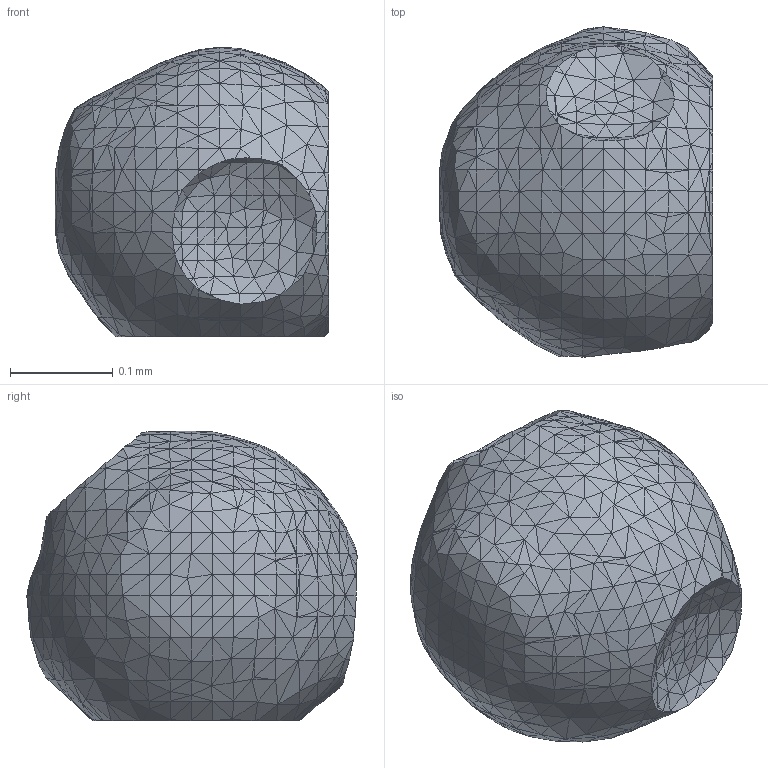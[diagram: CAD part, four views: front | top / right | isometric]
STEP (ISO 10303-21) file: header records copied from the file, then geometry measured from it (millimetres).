
FILE_DESCRIPTION(('FreeCAD Model'),'2;1');
FILE_NAME('Particle5.step','2020-11-10T02:01:32',( 'FreeCAD'),('FreeCAD'),'Open CASCADE STEP processor 7.4','FreeCAD', 'Unknown');
FILE_SCHEMA(('AUTOMOTIVE_DESIGN { 1 0 10303 214 1 1 1 1 }'));
Products named in the file (1): Open CASCADE STEP translator 7.4 8
Bounding box: 0.27 x 0.32 x 0.28 mm (x, y, z)
Volume: 0 mm3; surface area: 0.3 mm2
Topology: 1 solids, 1 shells, 1284 faces, 2216 edges, 934 vertices
Faces by surface type: plane 1284
Entity records: 53874 total; most frequent: CARTESIAN_POINT 11471, DIRECTION 6614, ORIENTED_EDGE 4432, PCURVE 4432, DEFINITIONAL_REPRESENTATION 4432, LINE 4044, VECTOR 4044, B_SPLINE_CURVE_WITH_KNOTS 2604
